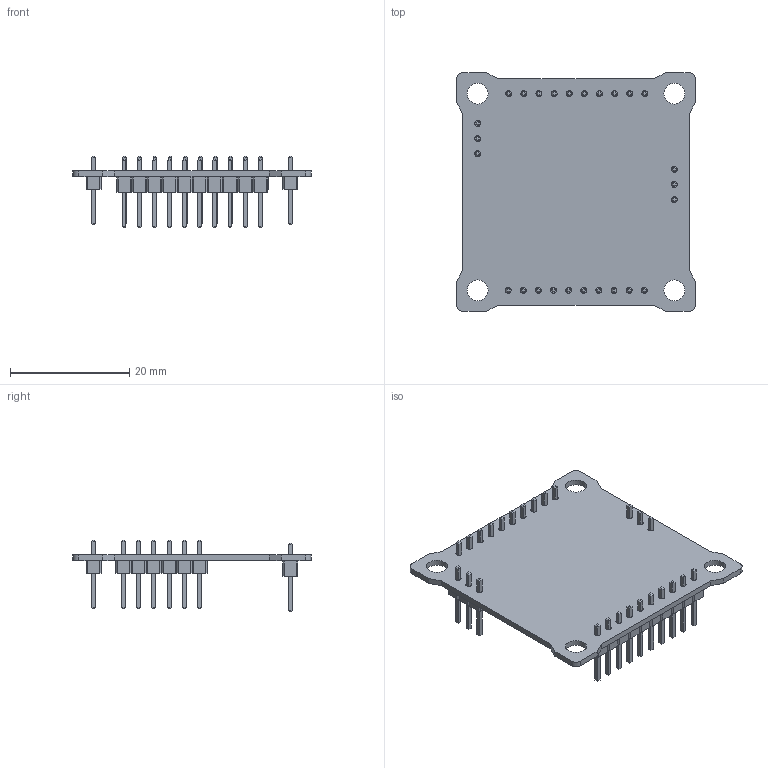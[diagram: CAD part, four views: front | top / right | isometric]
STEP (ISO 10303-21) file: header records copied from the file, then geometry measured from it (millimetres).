
FILE_DESCRIPTION(('KiCad electronic assembly'),'2;1');
FILE_NAME('RFI-5G_SupportFR4.step','2022-07-19T17:58:45',('Pcbnew'),( 'Kicad'),'Open CASCADE STEP processor 7.6','KiCad to STEP converter' ,'Unknown');
FILE_SCHEMA(('AUTOMOTIVE_DESIGN { 1 0 10303 214 1 1 1 1 }'));
Length unit declared in the file: millimetre
Products named in the file (6): RFI-5G_SupportFR4 1; PinHeader_1x10_P2.54mm_Vertical; SOLID; PinHeader_1x03_P2.54mm_Vertical; RFI-5G_SupportFR4 PCB
Assembly tree (7 placements, depth 3):
  RFI-5G_SupportFR4 1
    PinHeader_1x10_P2.54mm_Vertical  x2
      SOLID
    PinHeader_1x03_P2.54mm_Vertical  x2
      SOLID
    RFI-5G_SupportFR4 PCB
Bounding box: 40 x 40 x 12.04 mm (x, y, z)
Volume: 1940.2 mm3; surface area: 4460 mm2
Topology: 5 solids, 5 shells, 698 faces, 1700 edges, 1064 vertices
Faces by surface type: bspline 640, cylinder 34, plane 24
Full cylindrical faces by diameter (mm): 1 x26, 3.5 x4
Entity records: 23417 total; most frequent: CARTESIAN_POINT 7442, B_SPLINE_CURVE_WITH_KNOTS 2298, ORIENTED_EDGE 1868, PCURVE 1868, DEFINITIONAL_REPRESENTATION 1868, EDGE_CURVE 934, SURFACE_CURVE 904, DIRECTION 636
